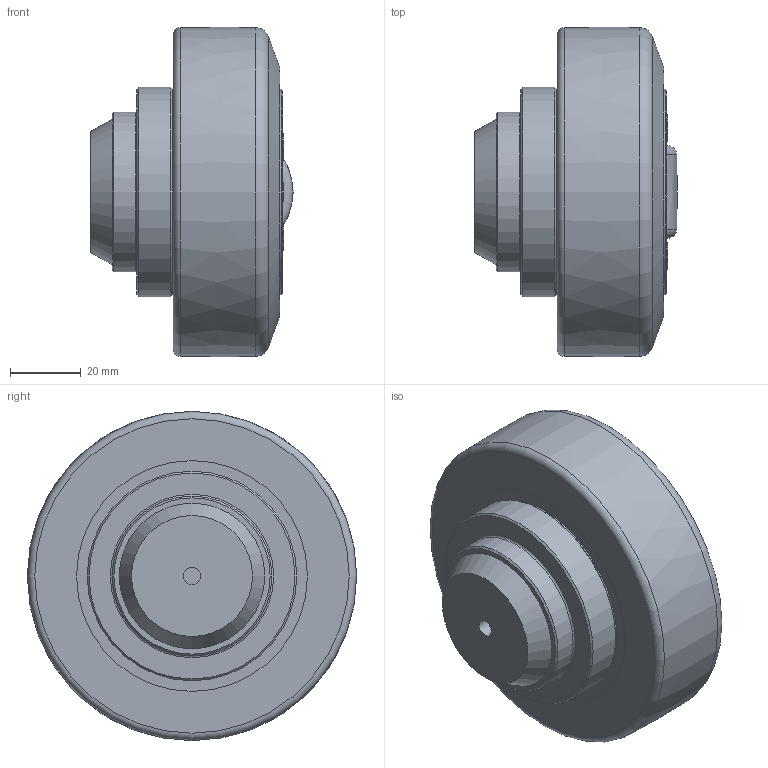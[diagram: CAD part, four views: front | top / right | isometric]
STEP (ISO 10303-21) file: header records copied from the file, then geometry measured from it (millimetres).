
FILE_DESCRIPTION(/* description */ ('-','CAx-IF Rec.Pracs.---Representation and Presentation of Product Manufacturing Information (PMI)---4.0---2014-10-13'),/* implementation_level */ '2;1');
FILE_NAME(/* name */ '0869fe2c-548c-4749-ae1a-43ec58432a5f.stp',/* time_stamp */ '2020-06-23T16:52:13+02:00',/* author */ ('-'),/* organization */ ('NTI CADcenter A/S'),/* preprocessor_version */ 'ST-DEVELOPER v18',/* originating_system */ 'Autodesk Inventor 2020',/* authorisation */ '-');
FILE_SCHEMA (('AP242_MANAGED_MODEL_BASED_3D_ENGINEERING_MIM_LF { 1 0 10303 442 1 1 4 }'));
Length unit declared in the file: millimetre
Products named in the file (1): PT090.0260_Kontur
Bounding box: 57 x 92.79 x 92.79 mm (x, y, z)
Volume: 202482.9 mm3; surface area: 56335.1 mm2
Topology: 3 solids, 3 shells, 172 faces, 515 edges, 362 vertices
Faces by surface type: plane 67, cylinder 59, cone 21, torus 18, bspline 7
Full cylindrical faces by diameter (mm): 2.5 x1, 3 x4, 4 x4, 4.3 x4, 4.917 x1, 7.53 x4, 17.2 x1, 23.2 x1, 27.5 x2, 45 x1, 50 x2, 50.1 x1, 55.3 x1, 55.8 x1, 58 x1, 58.5 x2, 59 x1, 61.5 x1, 61.8 x1, 63 x2, 65 x2, 70 x1
Entity records: 6952 total; most frequent: CARTESIAN_POINT 2002, ORIENTED_EDGE 1020, DIRECTION 973, EDGE_CURVE 510, AXIS2_PLACEMENT_3D 410, VERTEX_POINT 362, CIRCLE 237, EDGE_LOOP 224
